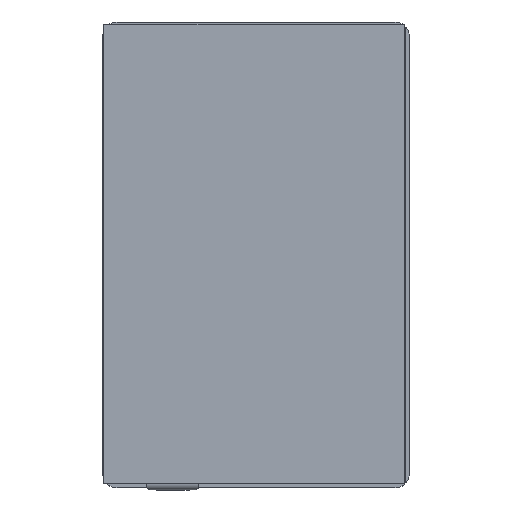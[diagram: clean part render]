
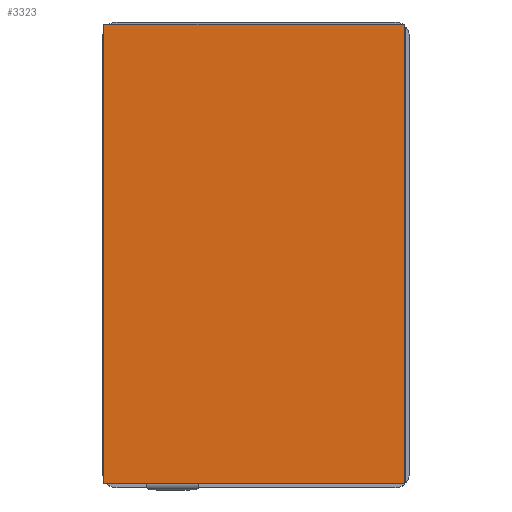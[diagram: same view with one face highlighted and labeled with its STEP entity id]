
A CAD part, top view. The second image highlights one B-rep face of the part: STEP entity #3323.
In plain terms, the highlighted planar face has unit normal (0, 0, 1).
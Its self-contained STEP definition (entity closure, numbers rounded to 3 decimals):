
#2614=DIRECTION('',(0.,-1.,0.));
#2615=VECTOR('',#2614,83.79);
#2616=CARTESIAN_POINT('',(-27.78,39.43,0.3));
#2617=LINE('',#2616,#2615);
#2621=DIRECTION('',(-1.,0.,0.));
#2622=VECTOR('',#2621,54.86);
#2623=CARTESIAN_POINT('',(27.08,39.43,0.3));
#2624=LINE('',#2623,#2622);
#2628=DIRECTION('',(0.,1.,0.));
#2629=VECTOR('',#2628,83.79);
#2630=CARTESIAN_POINT('',(27.08,-44.36,0.3));
#2631=LINE('',#2630,#2629);
#2635=DIRECTION('',(1.,0.,0.));
#2636=VECTOR('',#2635,54.86);
#2637=CARTESIAN_POINT('',(-27.78,-44.36,0.3));
#2638=LINE('',#2637,#2636);
#2978=CARTESIAN_POINT('',(-27.78,39.43,0.3));
#2979=CARTESIAN_POINT('',(-27.78,-44.36,0.3));
#2980=VERTEX_POINT('',#2978);
#2981=VERTEX_POINT('',#2979);
#2982=CARTESIAN_POINT('',(27.08,-44.36,0.3));
#2983=VERTEX_POINT('',#2982);
#2984=CARTESIAN_POINT('',(27.08,39.43,0.3));
#2985=VERTEX_POINT('',#2984);
#3312=CARTESIAN_POINT('',(0.,0.,0.3));
#3313=DIRECTION('',(0.,0.,1.));
#3314=DIRECTION('',(1.,0.,0.));
#3315=AXIS2_PLACEMENT_3D('',#3312,#3313,#3314);
#3316=PLANE('',#3315);
#3317=ORIENTED_EDGE('',*,*,#3254,.F.);
#3318=ORIENTED_EDGE('',*,*,#3269,.F.);
#3319=ORIENTED_EDGE('',*,*,#3283,.F.);
#3320=ORIENTED_EDGE('',*,*,#3296,.F.);
#3321=EDGE_LOOP('',(#3317,#3318,#3319,#3320));
#3322=FACE_OUTER_BOUND('',#3321,.F.);
#3323=ADVANCED_FACE('',(#3322),#3316,.T.);
#3254=EDGE_CURVE('',#2980,#2981,#2617,.T.);
#3269=EDGE_CURVE('',#2985,#2980,#2624,.T.);
#3283=EDGE_CURVE('',#2983,#2985,#2631,.T.);
#3296=EDGE_CURVE('',#2981,#2983,#2638,.T.);
